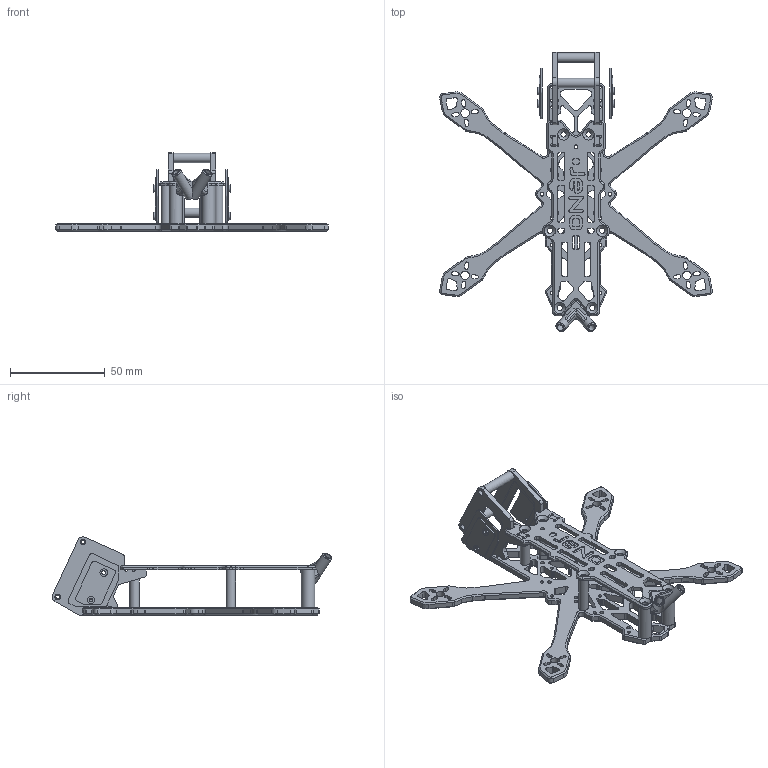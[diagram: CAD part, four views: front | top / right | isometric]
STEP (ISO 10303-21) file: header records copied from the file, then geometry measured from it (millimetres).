
FILE_DESCRIPTION(/* description */ ('','CAx-IF Rec.Pracs.---Representation and Presentation of Product Manufacturing Information (PMI)---4.0---2014-10-13'),/* implementation_level */ '2;1');
FILE_NAME(/* name */ 'JeNo 3_M3_rc12.step',/* time_stamp */ '2025-01-27T20:03:40+01:00',/* author */ (''),/* organization */ (''),/* preprocessor_version */ 'ST-DEVELOPER v20',/* originating_system */ 'Autodesk Translation Framework v13.20.0.188',/* authorisation */ '');
FILE_SCHEMA (('AP242_MANAGED_MODEL_BASED_3D_ENGINEERING_MIM_LF { 1 0 10303 442 1 1 4 }'));
Length unit declared in the file: millimetre
Products named in the file (1): JeNo 3_M3_rc1
Bounding box: 144.21 x 147.98 x 41.39 mm (x, y, z)
Volume: 32143.6 mm3; surface area: 36584.4 mm2
Topology: 15 solids, 15 shells, 1375 faces, 3661 edges, 2327 vertices
Faces by surface type: plane 683, cylinder 519, cone 169, bspline 4
Full cylindrical faces by diameter (mm): 1.6 x4, 2 x24, 3 x22, 3.5 x2, 4 x4, 4.5 x4, 5 x10, 5.5 x2, 7 x2
Entity records: 43284 total; most frequent: CARTESIAN_POINT 7654, DIRECTION 7612, ORIENTED_EDGE 7322, EDGE_CURVE 3661, AXIS2_PLACEMENT_3D 2613, LINE 2386, VECTOR 2386, VERTEX_POINT 2327
